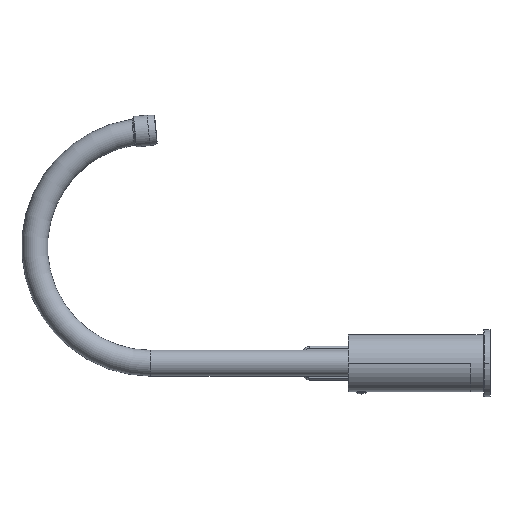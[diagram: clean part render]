
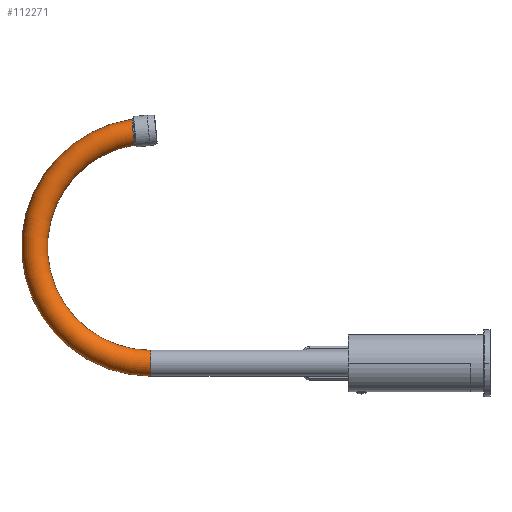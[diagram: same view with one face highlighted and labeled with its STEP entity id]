
A CAD part, left-side view. The second image highlights one B-rep face of the part: STEP entity #112271.
In plain terms, the highlighted toroidal (fillet/blend) face has major radius 89.712 mm and minor radius 10 mm.
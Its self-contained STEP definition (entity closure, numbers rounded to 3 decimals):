
#96959=CARTESIAN_POINT('',(0.,271.386,188.35));
#96960=CARTESIAN_POINT('',(-0.128,271.386,
188.35));
#96961=CARTESIAN_POINT('',(-0.383,271.386,
188.345));
#96962=CARTESIAN_POINT('',(-0.766,271.384,
188.323));
#96963=CARTESIAN_POINT('',(-1.147,271.38,
188.286));
#96964=CARTESIAN_POINT('',(-1.527,271.375,
188.235));
#96965=CARTESIAN_POINT('',(-1.904,271.369,
188.17));
#96966=CARTESIAN_POINT('',(-2.279,271.362,
188.09));
#96967=CARTESIAN_POINT('',(-2.65,271.353,
187.996));
#96968=CARTESIAN_POINT('',(-3.017,271.343,
187.887));
#96969=CARTESIAN_POINT('',(-3.38,271.332,
187.765));
#96970=CARTESIAN_POINT('',(-3.738,271.319,
187.629));
#96971=CARTESIAN_POINT('',(-4.091,271.305,
187.48));
#96972=CARTESIAN_POINT('',(-4.438,271.29,
187.317));
#96973=CARTESIAN_POINT('',(-4.778,271.274,
187.14));
#96974=CARTESIAN_POINT('',(-5.111,271.256,
186.951));
#96975=CARTESIAN_POINT('',(-5.437,271.237,
186.75));
#96976=CARTESIAN_POINT('',(-5.755,271.217,
186.536));
#96977=CARTESIAN_POINT('',(-6.064,271.196,
186.31));
#96978=CARTESIAN_POINT('',(-6.364,271.174,
186.073));
#96979=CARTESIAN_POINT('',(-6.655,271.151,
185.824));
#96980=CARTESIAN_POINT('',(-6.936,271.127,
185.564));
#96981=CARTESIAN_POINT('',(-7.207,271.102,
185.294));
#96982=CARTESIAN_POINT('',(-7.468,271.076,
185.013));
#96983=CARTESIAN_POINT('',(-7.717,271.049,
184.723));
#96984=CARTESIAN_POINT('',(-7.955,271.021,
184.423));
#96985=CARTESIAN_POINT('',(-8.182,270.993,
184.115));
#96986=CARTESIAN_POINT('',(-8.396,270.963,
183.798));
#96987=CARTESIAN_POINT('',(-8.599,270.933,
183.473));
#96988=CARTESIAN_POINT('',(-8.788,270.902,
183.141));
#96989=CARTESIAN_POINT('',(-8.965,270.871,
182.801));
#96990=CARTESIAN_POINT('',(-9.128,270.839,
182.455));
#96991=CARTESIAN_POINT('',(-9.278,270.807,
182.103));
#96992=CARTESIAN_POINT('',(-9.415,270.773,
181.746));
#96993=CARTESIAN_POINT('',(-9.537,270.74,
181.383));
#96994=CARTESIAN_POINT('',(-9.646,270.706,
181.016));
#96995=CARTESIAN_POINT('',(-9.74,270.672,
180.646));
#96996=CARTESIAN_POINT('',(-9.82,270.637,
180.272));
#96997=CARTESIAN_POINT('',(-9.886,270.603,
179.895));
#96998=CARTESIAN_POINT('',(-9.937,270.568,
179.516));
#96999=CARTESIAN_POINT('',(-9.973,270.533,
179.135));
#97000=CARTESIAN_POINT('',(-9.995,270.498,
178.753));
#97001=CARTESIAN_POINT('',(-10.002,270.462,
178.37));
#97002=CARTESIAN_POINT('',(-9.995,270.427,
177.988));
#97003=CARTESIAN_POINT('',(-9.973,270.392,
177.606));
#97004=CARTESIAN_POINT('',(-9.936,270.357,
177.225));
#97005=CARTESIAN_POINT('',(-9.884,270.322,
176.846));
#97006=CARTESIAN_POINT('',(-9.818,270.288,
176.469));
#97007=CARTESIAN_POINT('',(-9.738,270.253,
176.095));
#97008=CARTESIAN_POINT('',(-9.643,270.22,
175.724));
#97009=CARTESIAN_POINT('',(-9.534,270.186,
175.358));
#97010=CARTESIAN_POINT('',(-9.411,270.153,
174.995));
#97011=CARTESIAN_POINT('',(-9.275,270.12,
174.638));
#97012=CARTESIAN_POINT('',(-9.124,270.088,
174.286));
#97013=CARTESIAN_POINT('',(-8.961,270.056,
173.941));
#97014=CARTESIAN_POINT('',(-8.784,270.025,
173.601));
#97015=CARTESIAN_POINT('',(-8.594,269.995,
173.269));
#97016=CARTESIAN_POINT('',(-8.392,269.966,
172.944));
#97017=CARTESIAN_POINT('',(-8.177,269.937,
172.627));
#97018=CARTESIAN_POINT('',(-7.95,269.909,
172.319));
#97019=CARTESIAN_POINT('',(-7.712,269.881,
172.019));
#97020=CARTESIAN_POINT('',(-7.462,269.855,
171.729));
#97021=CARTESIAN_POINT('',(-7.202,269.829,
171.449));
#97022=CARTESIAN_POINT('',(-6.931,269.805,
171.178));
#97023=CARTESIAN_POINT('',(-6.649,269.781,
170.919));
#97024=CARTESIAN_POINT('',(-6.358,269.759,
170.67));
#97025=CARTESIAN_POINT('',(-6.058,269.737,
170.433));
#97026=CARTESIAN_POINT('',(-5.749,269.717,
170.207));
#97027=CARTESIAN_POINT('',(-5.431,269.697,
169.993));
#97028=CARTESIAN_POINT('',(-5.106,269.679,
169.792));
#97029=CARTESIAN_POINT('',(-4.773,269.662,
169.603));
#97030=CARTESIAN_POINT('',(-4.433,269.646,
169.427));
#97031=CARTESIAN_POINT('',(-4.087,269.631,
169.264));
#97032=CARTESIAN_POINT('',(-3.734,269.618,
169.115));
#97033=CARTESIAN_POINT('',(-3.377,269.606,
168.979));
#97034=CARTESIAN_POINT('',(-3.014,269.595,
168.857));
#97035=CARTESIAN_POINT('',(-2.647,269.585,
168.749));
#97036=CARTESIAN_POINT('',(-2.276,269.576,
168.655));
#97037=CARTESIAN_POINT('',(-1.901,269.569,
168.575));
#97038=CARTESIAN_POINT('',(-1.524,269.563,
168.51));
#97039=CARTESIAN_POINT('',(-1.145,269.559,
168.459));
#97040=CARTESIAN_POINT('',(-0.764,269.555,
168.422));
#97041=CARTESIAN_POINT('',(-0.382,269.553,
168.4));
#97042=CARTESIAN_POINT('',(-0.127,269.553,
168.395));
#97043=CARTESIAN_POINT('',(0.,269.553,168.395));
#97045=CARTESIAN_POINT('',(0.,256.788,0.));
#97046=DIRECTION('',(0.,1.,0.));
#97047=DIRECTION('',(0.,0.,-1.));
#97048=AXIS2_PLACEMENT_3D('',#97045,#97046,#97047);
#97050=CARTESIAN_POINT('',(0.,256.788,89.712));
#97051=DIRECTION('',(1.,0.,0.));
#97052=DIRECTION('',(0.,0.,-1.));
#97053=AXIS2_PLACEMENT_3D('',#97050,#97051,#97052);
#97146=CARTESIAN_POINT('',(0.,256.788,89.712));
#97147=DIRECTION('',(1.,0.,0.));
#97148=DIRECTION('',(0.,0.,-1.));
#97149=AXIS2_PLACEMENT_3D('',#97146,#97147,#97148);
#103726=CARTESIAN_POINT('',(0.,256.788,10.));
#103727=CARTESIAN_POINT('',(0.,256.788,-10.));
#103728=VERTEX_POINT('',#103726);
#103729=VERTEX_POINT('',#103727);
#103752=VERTEX_POINT('',#96959);
#103753=VERTEX_POINT('',#97043);
#112257=CARTESIAN_POINT('',(0.,256.788,89.712));
#112258=DIRECTION('',(1.,0.,0.));
#112259=DIRECTION('',(0.,0.,1.));
#112260=AXIS2_PLACEMENT_3D('',#112257,#112258,#112259);
#112261=TOROIDAL_SURFACE('',#112260,89.712,10.);
#112262=ORIENTED_EDGE('',*,*,#112244,.T.);
#112264=ORIENTED_EDGE('',*,*,#112263,.F.);
#112266=ORIENTED_EDGE('',*,*,#112265,.F.);
#112268=ORIENTED_EDGE('',*,*,#112267,.T.);
#112269=EDGE_LOOP('',(#112262,#112264,#112266,#112268));
#112270=FACE_OUTER_BOUND('',#112269,.F.);
#112271=ADVANCED_FACE('',(#112270),#112261,.T.);
#97044=B_SPLINE_CURVE_WITH_KNOTS('',3,(#96959,#96960,#96961,#96962,#96963,
#96964,#96965,#96966,#96967,#96968,#96969,#96970,#96971,#96972,#96973,#96974,
#96975,#96976,#96977,#96978,#96979,#96980,#96981,#96982,#96983,#96984,#96985,
#96986,#96987,#96988,#96989,#96990,#96991,#96992,#96993,#96994,#96995,#96996,
#96997,#96998,#96999,#97000,#97001,#97002,#97003,#97004,#97005,#97006,#97007,
#97008,#97009,#97010,#97011,#97012,#97013,#97014,#97015,#97016,#97017,#97018,
#97019,#97020,#97021,#97022,#97023,#97024,#97025,#97026,#97027,#97028,#97029,
#97030,#97031,#97032,#97033,#97034,#97035,#97036,#97037,#97038,#97039,#97040,
#97041,#97042,#97043),.UNSPECIFIED.,.F.,.F.,(4,1,1,1,1,1,1,1,1,1,1,1,1,1,1,1,1,
1,1,1,1,1,1,1,1,1,1,1,1,1,1,1,1,1,1,1,1,1,1,1,1,1,1,1,1,1,1,1,1,1,1,1,1,1,1,1,1,
1,1,1,1,1,1,1,1,1,1,1,1,1,1,1,1,1,1,1,1,1,1,1,1,1,4),(0.,0.012,
0.024,0.037,0.049,0.061,
0.073,0.085,0.098,0.11,
0.122,0.134,0.146,0.159,
0.171,0.183,0.195,0.207,
0.22,0.232,0.244,0.256,
0.268,0.28,0.293,0.305,
0.317,0.329,0.341,0.354,
0.366,0.378,0.39,0.402,
0.415,0.427,0.439,0.451,
0.463,0.476,0.488,0.5,0.512,
0.524,0.537,0.549,0.561,
0.573,0.585,0.598,0.61,
0.622,0.634,0.646,0.659,
0.671,0.683,0.695,0.707,
0.72,0.732,0.744,0.756,
0.768,0.78,0.793,0.805,
0.817,0.829,0.841,0.854,
0.866,0.878,0.89,0.902,
0.915,0.927,0.939,0.951,
0.963,0.976,0.988,1.),.UNSPECIFIED.);
#97049=CIRCLE('',#97048,10.);
#97054=CIRCLE('',#97053,99.712);
#97150=CIRCLE('',#97149,79.712);
#112244=EDGE_CURVE('',#103752,#103753,#97044,.T.);
#112263=EDGE_CURVE('',#103728,#103753,#97150,.T.);
#112265=EDGE_CURVE('',#103729,#103728,#97049,.T.);
#112267=EDGE_CURVE('',#103729,#103752,#97054,.T.);
